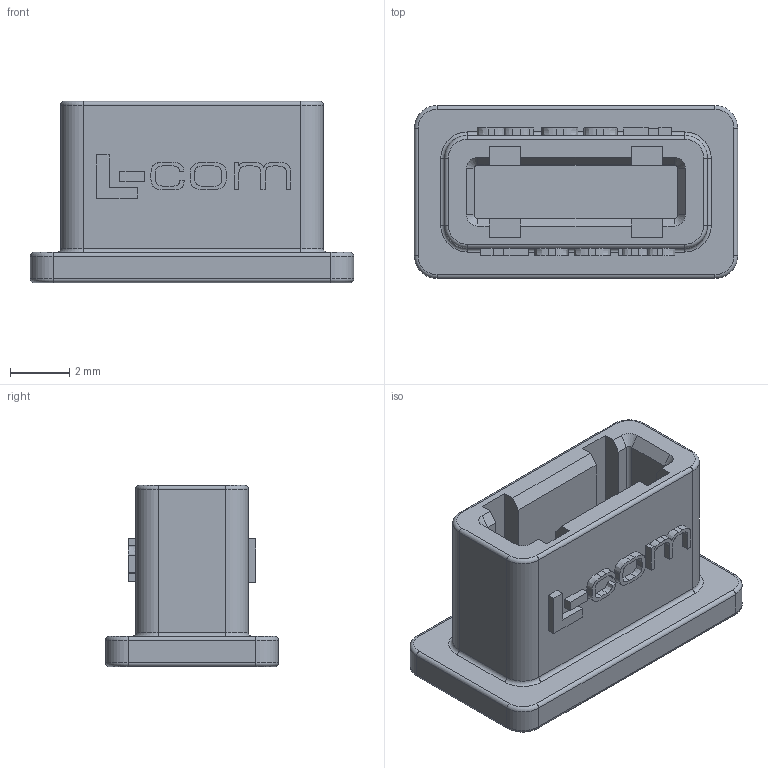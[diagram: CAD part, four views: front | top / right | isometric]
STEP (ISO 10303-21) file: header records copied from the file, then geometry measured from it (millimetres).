
FILE_DESCRIPTION (( 'STEP AP203' ), '1' );
FILE_NAME ('CVRUSB-MICB.STEP', '2011-06-23T18:27:25', ( 'x' ), ( 'Microsoft' ), 'SwSTEP 2.0', 'SolidWorks 2010', '' );
FILE_SCHEMA (( 'CONFIG_CONTROL_DESIGN' ));
Length unit declared in the file: inch
Products named in the file (1): CVRUSB-MICB
Bounding box: 10.87 x 5.82 x 6.1 mm (x, y, z)
Volume: 157.2 mm3; surface area: 394.6 mm2
Topology: 1 solids, 1 shells, 232 faces, 608 edges, 392 vertices
Faces by surface type: plane 136, bspline 48, cylinder 28, torus 16, cone 4
Entity records: 7759 total; most frequent: CARTESIAN_POINT 2241, ORIENTED_EDGE 1216, DIRECTION 958, EDGE_CURVE 608, VECTOR 436, LINE 436, VERTEX_POINT 392, AXIS2_PLACEMENT_3D 261
